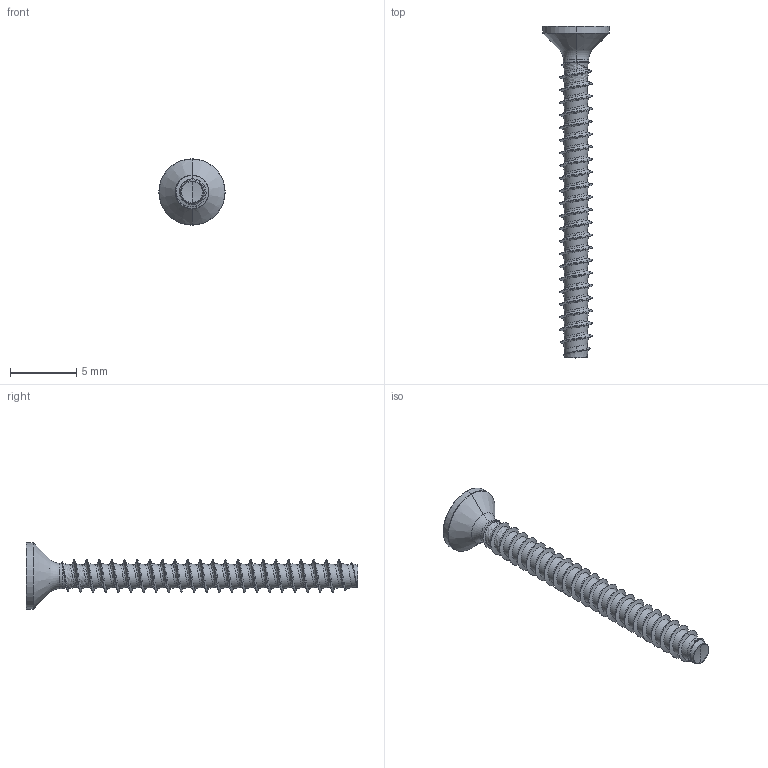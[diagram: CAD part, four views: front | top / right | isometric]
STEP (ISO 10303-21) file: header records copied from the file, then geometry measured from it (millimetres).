
FILE_DESCRIPTION (( 'STEP AP203' ), '1' );
FILE_NAME ('STP410250250.STEP', '2017-08-16T13:40:00', ( '' ), ( '' ), 'SwSTEP 2.0', 'SolidWorks 2015', '' );
FILE_SCHEMA (( 'CONFIG_CONTROL_DESIGN' ));
Length unit declared in the file: millimetre
Products named in the file (1): STP410250250
Bounding box: 5 x 25 x 5 mm (x, y, z)
Volume: 86.2 mm3; surface area: 270.9 mm2
Topology: 1 solids, 1 shells, 128 faces, 332 edges, 206 vertices
Faces by surface type: cylinder 71, bspline 35, cone 12, torus 6, sphere 2, plane 2
Entity records: 32861 total; most frequent: CARTESIAN_POINT 30180, ORIENTED_EDGE 660, DIRECTION 391, EDGE_CURVE 330, VERTEX_POINT 206, AXIS2_PLACEMENT_3D 152, B_SPLINE_CURVE_WITH_KNOTS 138, EDGE_LOOP 130
